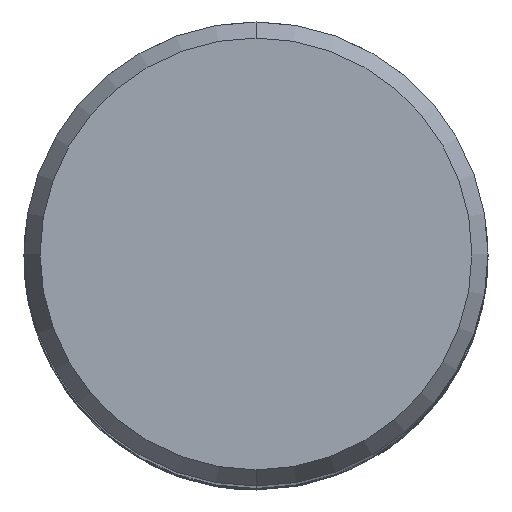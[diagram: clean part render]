
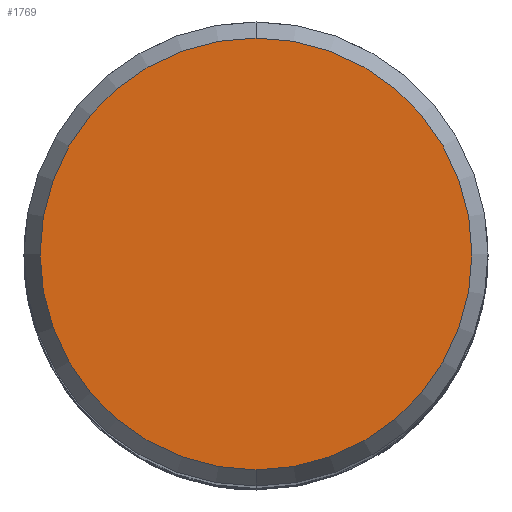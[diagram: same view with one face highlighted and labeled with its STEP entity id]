
A CAD part, top view. The second image highlights one B-rep face of the part: STEP entity #1769.
In plain terms, the highlighted planar face has unit normal (0, 0, 1).
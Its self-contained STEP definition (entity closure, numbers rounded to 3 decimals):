
#1769=ADVANCED_FACE('',(#3916),#3917,.T.);
#1827=EDGE_CURVE('',#1869,#2617,#3979,.T.);
#1869=VERTEX_POINT('',#4025);
#2383=EDGE_CURVE('',#2617,#1869,#4586,.T.);
#2617=VERTEX_POINT('',#4842);
#3916=FACE_OUTER_BOUND('',#13231,.T.);
#3917=PLANE('',#13232);
#3979=CIRCLE('',#13912,9.307);
#4025=CARTESIAN_POINT('',(0.,-9.307,0.0));
#4586=CIRCLE('',#19330,9.307);
#4842=CARTESIAN_POINT('',(0.0,9.307,0.0));
#13231=EDGE_LOOP('',(#27732,#27733));
#13232=AXIS2_PLACEMENT_3D('',#27734,#27735,#27736);
#13912=AXIS2_PLACEMENT_3D('',#27776,#27777,#27778);
#19330=AXIS2_PLACEMENT_3D('',#28403,#28404,#28405);
#27732=ORIENTED_EDGE('',*,*,#2383,.F.);
#27733=ORIENTED_EDGE('',*,*,#1827,.F.);
#27734=CARTESIAN_POINT('',(0.0,4.654,0.0));
#27735=DIRECTION('',(-0.0,0.0,1.0));
#27736=DIRECTION('',(0.0,-1.0,0.0));
#27776=CARTESIAN_POINT('',(0.0,0.0,0.0));
#27777=DIRECTION('',(0.0,0.0,-1.0));
#27778=DIRECTION('',(0.0,1.0,0.0));
#28403=CARTESIAN_POINT('',(0.0,0.0,0.0));
#28404=DIRECTION('',(0.0,0.0,-1.0));
#28405=DIRECTION('',(0.0,1.0,0.0));
